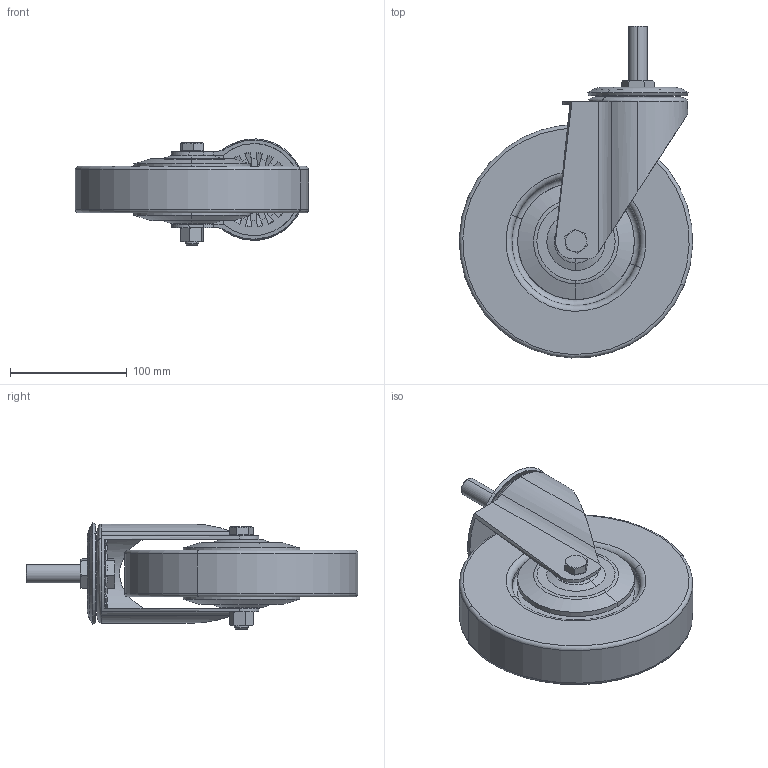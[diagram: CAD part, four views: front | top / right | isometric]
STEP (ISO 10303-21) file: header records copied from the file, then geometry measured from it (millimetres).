
FILE_DESCRIPTION (( 'STEP AP214' ), '1' );
FILE_NAME ('A329 Êîëåñî áåç òîðìîçà O200 Ì16õ48.STEP', '2019-05-22T10:39:02', ( 'Ïîëüçîâàòåëü Windows' ), ( '' ), 'SwSTEP 2.0', 'SolidWorks 2018', '' );
FILE_SCHEMA (( 'AUTOMOTIVE_DESIGN' ));
Length unit declared in the file: millimetre
Products named in the file (9): Êðûøêà_00; 扻錼勷_00; 瓔螵00; hex nut gradec_din_Hexagon Nut ISO 4034 - M12 - N; 鍔錓_00; 昢膼瘔膻嬅00; hex bolt gradeab_din_DIN EN 24014 - M12 x 80 x 30-N; A329 Êîëåñî áåç òîðìîçà O200 Ì16õ48; ﾇ瓊頸濱00
Assembly tree (9 placements, depth 2):
  A329 Êîëåñî áåç òîðìîçà O200 Ì16õ48
    昢膼瘔膻嬅00
    鍔錓_00
    瓔螵00
    Êðûøêà_00
    扻錼勷_00
    ﾇ瓊頸濱00  x2
    hex bolt gradeab_din_DIN EN 24014 - M12 x 80 x 30-N
    hex nut gradec_din_Hexagon Nut ISO 4034 - M12 - N
Bounding box: 199.86 x 284.45 x 90.93 mm (x, y, z)
Volume: 1181574.5 mm3; surface area: 216713.3 mm2
Topology: 9 solids, 9 shells, 344 faces, 863 edges, 548 vertices
Faces by surface type: plane 149, cone 104, cylinder 50, torus 36, bspline 5
Entity records: 10982 total; most frequent: CARTESIAN_POINT 2892, ORIENTED_EDGE 1634, DIRECTION 1548, EDGE_CURVE 817, AXIS2_PLACEMENT_3D 618, VERTEX_POINT 520, EDGE_LOOP 345, ADVANCED_FACE 321
